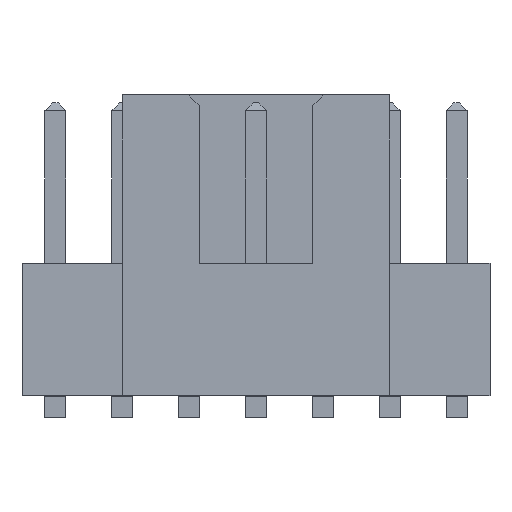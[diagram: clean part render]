
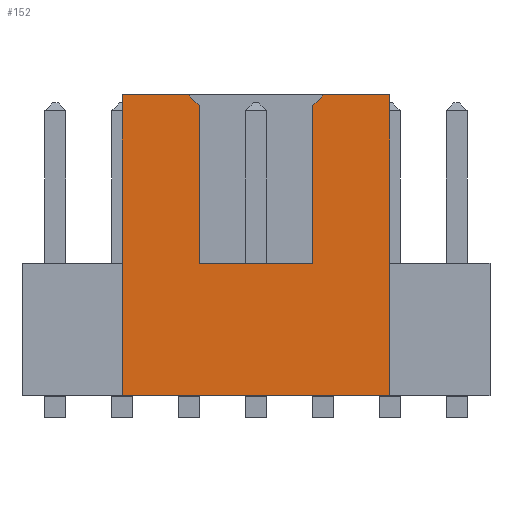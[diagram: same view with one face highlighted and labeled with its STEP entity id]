
A CAD part, left-side view. The second image highlights one B-rep face of the part: STEP entity #152.
In plain terms, the highlighted planar face has unit normal (-1, 0, 0).
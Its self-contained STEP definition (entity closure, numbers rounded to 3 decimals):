
#22 = VERTEX_POINT('',#23);
#23 = CARTESIAN_POINT('',(-2.51,2.54,6.12));
#31 = EDGE_CURVE('',#22,#32,#34,.T.);
#32 = VERTEX_POINT('',#33);
#33 = CARTESIAN_POINT('',(-2.51,1.28,6.12));
#34 = LINE('',#35,#36);
#35 = CARTESIAN_POINT('',(-2.51,2.54,6.12));
#36 = VECTOR('',#37,1.);
#37 = DIRECTION('',(0.,-1.,0.));
#79 = VERTEX_POINT('',#80);
#80 = CARTESIAN_POINT('',(-2.51,2.54,0.41));
#86 = EDGE_CURVE('',#79,#22,#87,.T.);
#87 = LINE('',#88,#89);
#88 = CARTESIAN_POINT('',(-2.51,2.54,0.41));
#89 = VECTOR('',#90,1.);
#90 = DIRECTION('',(0.,0.,1.));
#132 = EDGE_CURVE('',#133,#32,#135,.T.);
#133 = VERTEX_POINT('',#134);
#134 = CARTESIAN_POINT('',(-2.51,1.08,5.92));
#135 = LINE('',#136,#137);
#136 = CARTESIAN_POINT('',(-2.51,1.08,5.92));
#137 = VECTOR('',#138,1.);
#138 = DIRECTION('',(0.,0.707,0.707));
#152 = ADVANCED_FACE('',(#153),#212,.T.);
#153 = FACE_BOUND('',#154,.T.);
#154 = EDGE_LOOP('',(#155,#156,#164,#172,#180,#188,#196,#204,#210,#211)
  );
#155 = ORIENTED_EDGE('',*,*,#86,.F.);
#156 = ORIENTED_EDGE('',*,*,#157,.T.);
#157 = EDGE_CURVE('',#79,#158,#160,.T.);
#158 = VERTEX_POINT('',#159);
#159 = CARTESIAN_POINT('',(-2.51,-2.54,0.41));
#160 = LINE('',#161,#162);
#161 = CARTESIAN_POINT('',(-2.51,2.54,0.41));
#162 = VECTOR('',#163,1.);
#163 = DIRECTION('',(0.,-1.,0.));
#164 = ORIENTED_EDGE('',*,*,#165,.T.);
#165 = EDGE_CURVE('',#158,#166,#168,.T.);
#166 = VERTEX_POINT('',#167);
#167 = CARTESIAN_POINT('',(-2.51,-2.54,6.12));
#168 = LINE('',#169,#170);
#169 = CARTESIAN_POINT('',(-2.51,-2.54,0.41));
#170 = VECTOR('',#171,1.);
#171 = DIRECTION('',(0.,0.,1.));
#172 = ORIENTED_EDGE('',*,*,#173,.F.);
#173 = EDGE_CURVE('',#174,#166,#176,.T.);
#174 = VERTEX_POINT('',#175);
#175 = CARTESIAN_POINT('',(-2.51,-1.28,6.12));
#176 = LINE('',#177,#178);
#177 = CARTESIAN_POINT('',(-2.51,2.54,6.12));
#178 = VECTOR('',#179,1.);
#179 = DIRECTION('',(0.,-1.,0.));
#180 = ORIENTED_EDGE('',*,*,#181,.T.);
#181 = EDGE_CURVE('',#174,#182,#184,.T.);
#182 = VERTEX_POINT('',#183);
#183 = CARTESIAN_POINT('',(-2.51,-1.08,5.92));
#184 = LINE('',#185,#186);
#185 = CARTESIAN_POINT('',(-2.51,-1.28,6.12));
#186 = VECTOR('',#187,1.);
#187 = DIRECTION('',(0.,0.707,-0.707));
#188 = ORIENTED_EDGE('',*,*,#189,.T.);
#189 = EDGE_CURVE('',#182,#190,#192,.T.);
#190 = VERTEX_POINT('',#191);
#191 = CARTESIAN_POINT('',(-2.51,-1.08,2.92));
#192 = LINE('',#193,#194);
#193 = CARTESIAN_POINT('',(-2.51,-1.08,5.92));
#194 = VECTOR('',#195,1.);
#195 = DIRECTION('',(0.,0.,-1.));
#196 = ORIENTED_EDGE('',*,*,#197,.T.);
#197 = EDGE_CURVE('',#190,#198,#200,.T.);
#198 = VERTEX_POINT('',#199);
#199 = CARTESIAN_POINT('',(-2.51,1.08,2.92));
#200 = LINE('',#201,#202);
#201 = CARTESIAN_POINT('',(-2.51,-1.08,2.92));
#202 = VECTOR('',#203,1.);
#203 = DIRECTION('',(0.,1.,0.));
#204 = ORIENTED_EDGE('',*,*,#205,.T.);
#205 = EDGE_CURVE('',#198,#133,#206,.T.);
#206 = LINE('',#207,#208);
#207 = CARTESIAN_POINT('',(-2.51,1.08,2.92));
#208 = VECTOR('',#209,1.);
#209 = DIRECTION('',(0.,0.,1.));
#210 = ORIENTED_EDGE('',*,*,#132,.T.);
#211 = ORIENTED_EDGE('',*,*,#31,.F.);
#212 = PLANE('',#213);
#213 = AXIS2_PLACEMENT_3D('',#214,#215,#216);
#214 = CARTESIAN_POINT('',(-2.51,2.54,0.41));
#215 = DIRECTION('',(-1.,0.,0.));
#216 = DIRECTION('',(0.,0.,1.));
